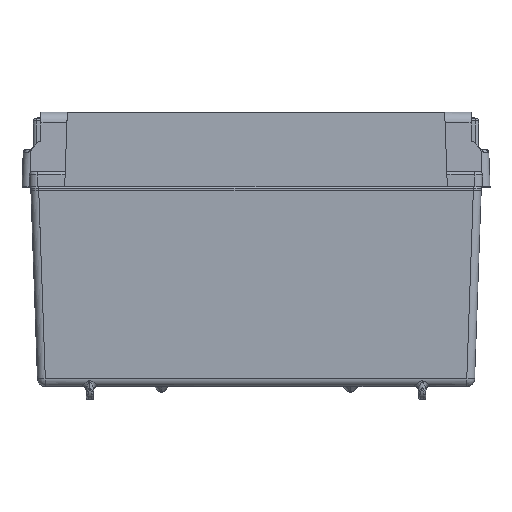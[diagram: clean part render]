
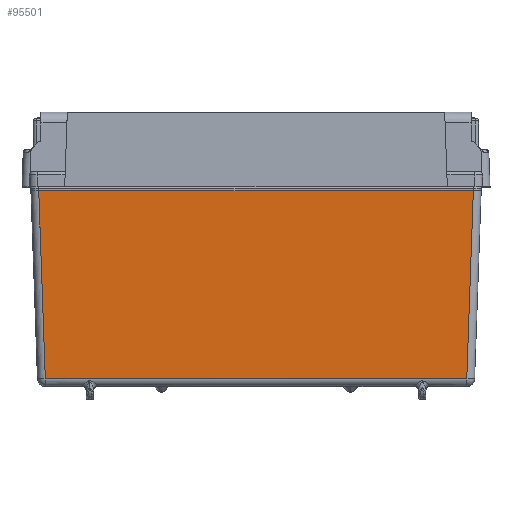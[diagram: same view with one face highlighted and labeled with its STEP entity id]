
A CAD part, top view. The second image highlights one B-rep face of the part: STEP entity #95501.
In plain terms, the highlighted planar face has unit normal (0, -0.035, 0.999).
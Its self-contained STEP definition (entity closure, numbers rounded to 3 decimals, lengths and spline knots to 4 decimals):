
#7062 = CARTESIAN_POINT ( 'NONE',  ( 25.7883, 33.7364, 52.2166 ) ) ;
#8507 = CARTESIAN_POINT ( 'NONE',  ( 25.8545, 35.6313, 52.2828 ) ) ;
#16527 = CARTESIAN_POINT ( 'NONE',  ( 25.8545, 35.6313, 52.2828 ) ) ;
#22252 = CARTESIAN_POINT ( 'NONE',  ( 25.8545, 35.6313, 52.2828 ) ) ;
#25965 = VERTEX_POINT ( 'NONE', #16527 ) ;
#27771 = CARTESIAN_POINT ( 'NONE',  ( 21.2886, 35.6313, 52.2828 ) ) ;
#37762 = ORIENTED_EDGE ( 'NONE', *, *, #87442, .F. ) ;
#38844 = EDGE_CURVE ( 'NONE', #101920, #107796, #54804, .T. ) ;
#41354 = DIRECTION ( 'NONE',  ( -1., 0., 0. ) ) ;
#44226 = AXIS2_PLACEMENT_3D ( 'NONE', #27771, #79548, #41354 ) ;
#44412 = LINE ( 'NONE', #7062, #97692 ) ;
#47712 = VECTOR ( 'NONE', #139168, 39.3701 ) ;
#54804 = LINE ( 'NONE', #82776, #123421 ) ;
#58106 = VECTOR ( 'NONE', #101952, 39.3701 ) ;
#59114 = CARTESIAN_POINT ( 'NONE',  ( 21.4769, 35.6313, 52.2828 ) ) ;
#61220 = ORIENTED_EDGE ( 'NONE', *, *, #139966, .T. ) ;
#66729 = DIRECTION ( 'NONE',  ( 0.035, -0.999, -0.035 ) ) ;
#79548 = DIRECTION ( 'NONE',  ( 0., -0.035, 0.999 ) ) ;
#80830 = EDGE_LOOP ( 'NONE', ( #37762, #81490, #61220, #83262 ) ) ;
#81490 = ORIENTED_EDGE ( 'NONE', *, *, #106812, .F. ) ;
#82776 = CARTESIAN_POINT ( 'NONE',  ( 21.4769, 35.6313, 52.2828 ) ) ;
#83262 = ORIENTED_EDGE ( 'NONE', *, *, #38844, .T. ) ;
#84307 = DIRECTION ( 'NONE',  ( -1., 0., 0. ) ) ;
#87442 = EDGE_CURVE ( 'NONE', #156868, #107796, #44412, .T. ) ;
#95501 = ADVANCED_FACE ( 'NONE', ( #134682 ), #121923, .T. ) ;
#96762 = LINE ( 'NONE', #8507, #47712 ) ;
#97692 = VECTOR ( 'NONE', #84307, 39.3701 ) ;
#101920 = VERTEX_POINT ( 'NONE', #59114 ) ;
#101952 = DIRECTION ( 'NONE',  ( -1., 0., 0. ) ) ;
#106812 = EDGE_CURVE ( 'NONE', #25965, #156868, #96762, .T. ) ;
#107796 = VERTEX_POINT ( 'NONE', #165475 ) ;
#121923 = PLANE ( 'NONE',  #44226 ) ;
#123421 = VECTOR ( 'NONE', #66729, 39.3701 ) ;
#125595 = CARTESIAN_POINT ( 'NONE',  ( 25.7883, 33.7364, 52.2166 ) ) ;
#134682 = FACE_OUTER_BOUND ( 'NONE', #80830, .T. ) ;
#138549 = LINE ( 'NONE', #22252, #58106 ) ;
#139168 = DIRECTION ( 'NONE',  ( -0.035, -0.999, -0.035 ) ) ;
#139966 = EDGE_CURVE ( 'NONE', #25965, #101920, #138549, .T. ) ;
#156868 = VERTEX_POINT ( 'NONE', #125595 ) ;
#165475 = CARTESIAN_POINT ( 'NONE',  ( 21.543, 33.7364, 52.2166 ) ) ;
